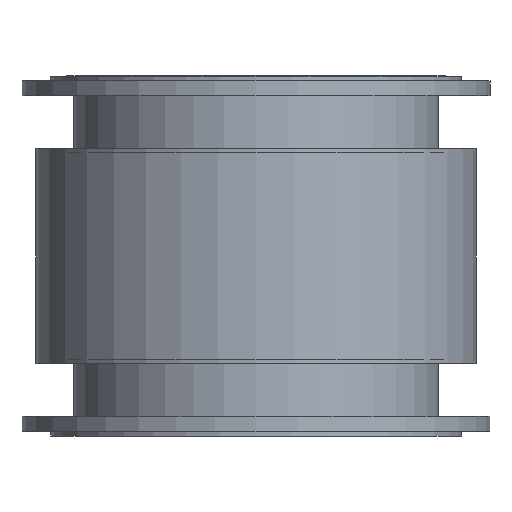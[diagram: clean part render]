
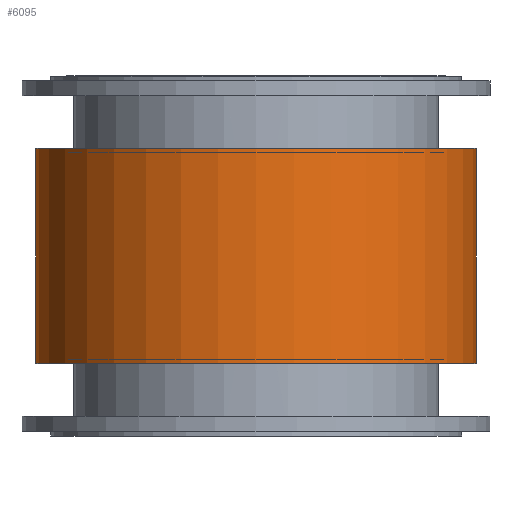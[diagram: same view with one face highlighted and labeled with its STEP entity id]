
A CAD part, front view. The second image highlights one B-rep face of the part: STEP entity #6095.
In plain terms, the highlighted cylindrical face has radius 367 mm (diameter 734 mm), a full revolution.
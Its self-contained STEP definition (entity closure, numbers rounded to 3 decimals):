
#263=FACE_BOUND('',#1008,.T.);
#637=FACE_OUTER_BOUND('',#1007,.T.);
#1007=EDGE_LOOP('',(#4382,#4383,#4384,#4385));
#1008=EDGE_LOOP('',(#4386,#4387));
#1345=B_SPLINE_CURVE_WITH_KNOTS('',3,(#8864,#8865,#8866,#8867,#8868,#8869,
#8870,#8871,#8872,#8873,#8874,#8875,#8876,#8877,#8878,#8879,#8880,#8881,
#8882,#8883,#8884,#8885,#8886,#8887,#8888,#8889,#8890,#8891,#8892,#8893,
#8894,#8895,#8896,#8897,#8898,#8899,#8900,#8901,#8902,#8903,#8904,#8905,
#8906,#8907,#8908,#8909,#8910,#8911,#8912,#8913),.UNSPECIFIED.,.F.,.F.,
(4,2,2,2,2,2,2,2,2,2,2,2,2,2,2,2,2,2,2,2,2,2,2,2,4),(0.,0.396,
0.791,1.187,1.582,1.978,2.374,
2.769,3.165,3.561,3.956,4.352,
4.747,5.143,5.539,5.934,6.33,
6.725,7.121,7.517,7.912,8.308,
8.704,9.099,9.495),.UNSPECIFIED.);
#1346=B_SPLINE_CURVE_WITH_KNOTS('',3,(#8914,#8915,#8916,#8917,#8918,#8919,
#8920,#8921,#8922,#8923,#8924,#8925,#8926,#8927,#8928,#8929,#8930,#8931),
 .UNSPECIFIED.,.F.,.F.,(4,2,2,2,2,2,2,2,4),(9.495,9.89,
10.286,10.682,11.077,11.473,11.868,
12.264,12.66),.UNSPECIFIED.);
#1545=LINE('',#10039,#1855);
#1855=VECTOR('',#7702,367.);
#2103=CIRCLE('',#6583,367.);
#2104=CIRCLE('',#6586,367.);
#2371=VERTEX_POINT('',#8861);
#2372=VERTEX_POINT('',#8863);
#2566=VERTEX_POINT('',#10032);
#2567=VERTEX_POINT('',#10037);
#2922=EDGE_CURVE('',#2372,#2371,#1345,.T.);
#2923=EDGE_CURVE('',#2371,#2372,#1346,.T.);
#3222=EDGE_CURVE('',#2566,#2566,#2103,.T.);
#3224=EDGE_CURVE('',#2567,#2567,#2104,.T.);
#3225=EDGE_CURVE('',#2567,#2566,#1545,.T.);
#4382=ORIENTED_EDGE('',*,*,#3224,.F.);
#4383=ORIENTED_EDGE('',*,*,#3225,.T.);
#4384=ORIENTED_EDGE('',*,*,#3222,.F.);
#4385=ORIENTED_EDGE('',*,*,#3225,.F.);
#4386=ORIENTED_EDGE('',*,*,#2922,.T.);
#4387=ORIENTED_EDGE('',*,*,#2923,.T.);
#5521=CYLINDRICAL_SURFACE('',#6585,367.);
#6095=ADVANCED_FACE('',(#637,#263),#5521,.T.);
#6583=AXIS2_PLACEMENT_3D('',#10033,#7693,#7694);
#6585=AXIS2_PLACEMENT_3D('',#10036,#7698,#7699);
#6586=AXIS2_PLACEMENT_3D('',#10038,#7700,#7701);
#7693=DIRECTION('center_axis',(0.,0.,-1.));
#7694=DIRECTION('ref_axis',(1.,0.,0.));
#7698=DIRECTION('center_axis',(0.,0.,1.));
#7699=DIRECTION('ref_axis',(1.,0.,0.));
#7700=DIRECTION('center_axis',(0.,0.,1.));
#7701=DIRECTION('ref_axis',(1.,0.,0.));
#7702=DIRECTION('',(0.,0.,-1.));
#8861=CARTESIAN_POINT('',(-17.963,370.971,21.));
#8863=CARTESIAN_POINT('',(-38.963,370.37,0.));
#8864=CARTESIAN_POINT('Ctrl Pts',(-38.963,370.37,0.));
#8865=CARTESIAN_POINT('Ctrl Pts',(-38.963,370.37,-1.319));
#8866=CARTESIAN_POINT('Ctrl Pts',(-38.837,370.377,-2.682));
#8867=CARTESIAN_POINT('Ctrl Pts',(-38.305,370.407,-5.395));
#8868=CARTESIAN_POINT('Ctrl Pts',(-37.9,370.43,-6.744));
#8869=CARTESIAN_POINT('Ctrl Pts',(-36.828,370.486,-9.331));
#8870=CARTESIAN_POINT('Ctrl Pts',(-36.161,370.521,-10.571));
#8871=CARTESIAN_POINT('Ctrl Pts',(-34.619,370.594,-12.864));
#8872=CARTESIAN_POINT('Ctrl Pts',(-33.744,370.633,-13.917));
#8873=CARTESIAN_POINT('Ctrl Pts',(-31.88,370.708,-15.781));
#8874=CARTESIAN_POINT('Ctrl Pts',(-30.827,370.748,-16.656));
#8875=CARTESIAN_POINT('Ctrl Pts',(-28.534,370.821,-18.198));
#8876=CARTESIAN_POINT('Ctrl Pts',(-27.293,370.855,-18.865));
#8877=CARTESIAN_POINT('Ctrl Pts',(-24.707,370.912,-19.937));
#8878=CARTESIAN_POINT('Ctrl Pts',(-23.358,370.934,-20.342));
#8879=CARTESIAN_POINT('Ctrl Pts',(-20.645,370.964,-20.874));
#8880=CARTESIAN_POINT('Ctrl Pts',(-19.282,370.971,-21.));
#8881=CARTESIAN_POINT('Ctrl Pts',(-16.644,370.971,-21.));
#8882=CARTESIAN_POINT('Ctrl Pts',(-15.28,370.964,-20.874));
#8883=CARTESIAN_POINT('Ctrl Pts',(-12.568,370.934,-20.342));
#8884=CARTESIAN_POINT('Ctrl Pts',(-11.219,370.912,-19.937));
#8885=CARTESIAN_POINT('Ctrl Pts',(-8.632,370.855,-18.865));
#8886=CARTESIAN_POINT('Ctrl Pts',(-7.392,370.821,-18.198));
#8887=CARTESIAN_POINT('Ctrl Pts',(-5.099,370.748,-16.656));
#8888=CARTESIAN_POINT('Ctrl Pts',(-4.046,370.708,-15.781));
#8889=CARTESIAN_POINT('Ctrl Pts',(-2.181,370.633,-13.917));
#8890=CARTESIAN_POINT('Ctrl Pts',(-1.307,370.594,-12.864));
#8891=CARTESIAN_POINT('Ctrl Pts',(0.235,370.521,-10.571));
#8892=CARTESIAN_POINT('Ctrl Pts',(0.903,370.486,-9.331));
#8893=CARTESIAN_POINT('Ctrl Pts',(1.974,370.43,-6.744));
#8894=CARTESIAN_POINT('Ctrl Pts',(2.379,370.407,-5.395));
#8895=CARTESIAN_POINT('Ctrl Pts',(2.911,370.377,-2.682));
#8896=CARTESIAN_POINT('Ctrl Pts',(3.037,370.37,-1.319));
#8897=CARTESIAN_POINT('Ctrl Pts',(3.037,370.37,1.319));
#8898=CARTESIAN_POINT('Ctrl Pts',(2.911,370.377,2.682));
#8899=CARTESIAN_POINT('Ctrl Pts',(2.379,370.407,5.395));
#8900=CARTESIAN_POINT('Ctrl Pts',(1.974,370.43,6.744));
#8901=CARTESIAN_POINT('Ctrl Pts',(0.903,370.486,9.331));
#8902=CARTESIAN_POINT('Ctrl Pts',(0.235,370.521,10.571));
#8903=CARTESIAN_POINT('Ctrl Pts',(-1.307,370.594,12.864));
#8904=CARTESIAN_POINT('Ctrl Pts',(-2.181,370.633,13.917));
#8905=CARTESIAN_POINT('Ctrl Pts',(-4.046,370.708,15.781));
#8906=CARTESIAN_POINT('Ctrl Pts',(-5.099,370.748,16.656));
#8907=CARTESIAN_POINT('Ctrl Pts',(-7.392,370.821,18.198));
#8908=CARTESIAN_POINT('Ctrl Pts',(-8.632,370.855,18.865));
#8909=CARTESIAN_POINT('Ctrl Pts',(-11.219,370.912,19.937));
#8910=CARTESIAN_POINT('Ctrl Pts',(-12.568,370.934,20.342));
#8911=CARTESIAN_POINT('Ctrl Pts',(-15.28,370.964,20.874));
#8912=CARTESIAN_POINT('Ctrl Pts',(-16.644,370.971,21.));
#8913=CARTESIAN_POINT('Ctrl Pts',(-17.963,370.971,21.));
#8914=CARTESIAN_POINT('Ctrl Pts',(-17.963,370.971,21.));
#8915=CARTESIAN_POINT('Ctrl Pts',(-19.282,370.971,21.));
#8916=CARTESIAN_POINT('Ctrl Pts',(-20.645,370.964,20.874));
#8917=CARTESIAN_POINT('Ctrl Pts',(-23.358,370.934,20.342));
#8918=CARTESIAN_POINT('Ctrl Pts',(-24.707,370.912,19.937));
#8919=CARTESIAN_POINT('Ctrl Pts',(-27.293,370.855,18.865));
#8920=CARTESIAN_POINT('Ctrl Pts',(-28.534,370.821,18.198));
#8921=CARTESIAN_POINT('Ctrl Pts',(-30.827,370.748,16.656));
#8922=CARTESIAN_POINT('Ctrl Pts',(-31.88,370.708,15.781));
#8923=CARTESIAN_POINT('Ctrl Pts',(-33.744,370.633,13.917));
#8924=CARTESIAN_POINT('Ctrl Pts',(-34.619,370.594,12.864));
#8925=CARTESIAN_POINT('Ctrl Pts',(-36.161,370.521,10.571));
#8926=CARTESIAN_POINT('Ctrl Pts',(-36.828,370.486,9.331));
#8927=CARTESIAN_POINT('Ctrl Pts',(-37.9,370.43,6.744));
#8928=CARTESIAN_POINT('Ctrl Pts',(-38.305,370.407,5.395));
#8929=CARTESIAN_POINT('Ctrl Pts',(-38.837,370.377,2.682));
#8930=CARTESIAN_POINT('Ctrl Pts',(-38.963,370.37,1.319));
#8931=CARTESIAN_POINT('Ctrl Pts',(-38.963,370.37,0.));
#10032=CARTESIAN_POINT('',(-384.963,3.971,-178.5));
#10033=CARTESIAN_POINT('Origin',(-17.963,3.971,-178.5));
#10036=CARTESIAN_POINT('Origin',(-17.963,3.971,0.));
#10037=CARTESIAN_POINT('',(-384.963,3.971,178.5));
#10038=CARTESIAN_POINT('Origin',(-17.963,3.971,178.5));
#10039=CARTESIAN_POINT('',(-384.963,3.971,0.));
